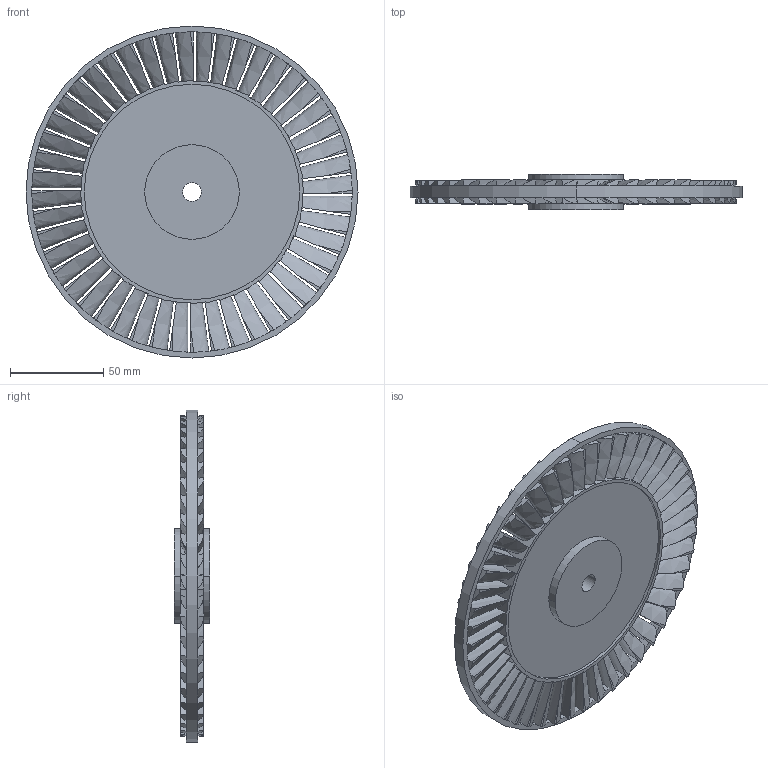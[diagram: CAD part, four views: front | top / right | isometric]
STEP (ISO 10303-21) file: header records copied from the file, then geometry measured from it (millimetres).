
FILE_DESCRIPTION (( 'STEP AP214' ), '1' );
FILE_NAME ('[TP] [Turb] Rotor39.STEP', '2024-05-06T06:07:12', ( '' ), ( '' ), 'SwSTEP 2.0', 'SolidWorks 2023', '' );
FILE_SCHEMA (( 'AUTOMOTIVE_DESIGN' ));
Length unit declared in the file: inch
Products named in the file (1): [TP] [Turb] Rotor39
Bounding box: 178.26 x 19.05 x 178.26 mm (x, y, z)
Volume: 216614.7 mm3; surface area: 80458.2 mm2
Topology: 1 solids, 1 shells, 454 faces, 1530 edges, 988 vertices
Faces by surface type: cylinder 206, plane 152, bspline 96
Entity records: 18617 total; most frequent: CARTESIAN_POINT 6729, ORIENTED_EDGE 3060, DIRECTION 1988, EDGE_CURVE 1530, VERTEX_POINT 988, AXIS2_PLACEMENT_3D 771, B_SPLINE_CURVE_WITH_KNOTS 480, EDGE_LOOP 462
